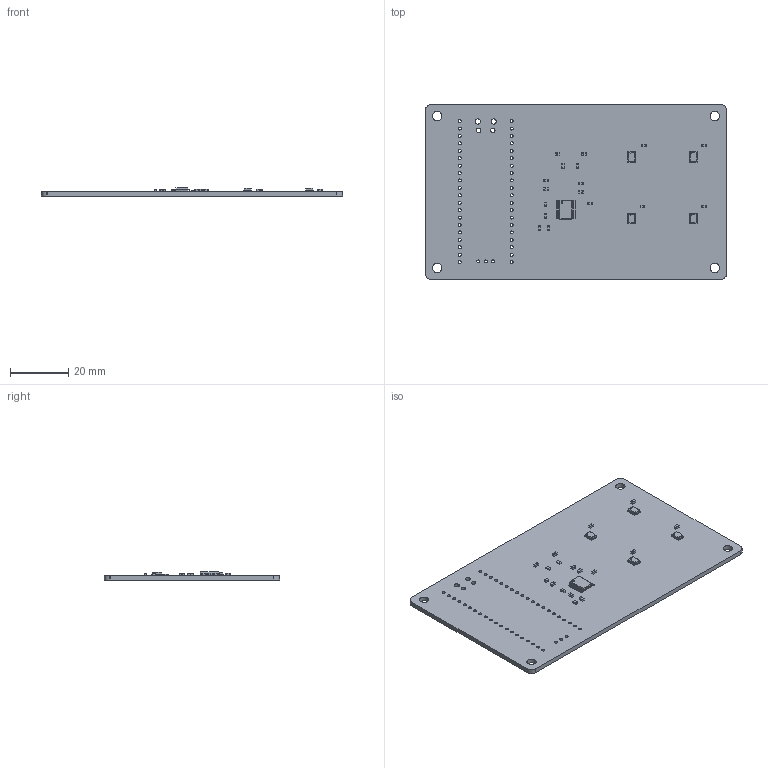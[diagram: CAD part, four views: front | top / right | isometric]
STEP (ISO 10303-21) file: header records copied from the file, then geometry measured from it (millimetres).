
FILE_DESCRIPTION(('KiCad electronic assembly'),'2;1');
FILE_NAME('noise_reduction_microphone.step','2025-04-20T15:10:07',( 'Pcbnew'),('Kicad'),'Open CASCADE STEP processor 7.6', 'KiCad to STEP converter','Unknown');
FILE_SCHEMA(('AUTOMOTIVE_DESIGN { 1 0 10303 214 1 1 1 1 }'));
Length unit declared in the file: millimetre
Products named in the file (10): noise_reduction_microphone 1; C_0603_1608Metric; InvenSense_ICS-43434-6_3.5x2.65mm; R_0603_1608Metric; TSSOP-20_4.4x6.5mm_P0.65mm; TSSOP_20_44x65mm_P065mm; noise_reduction_microphone_PCB
Assembly tree (27 placements, depth 3):
  noise_reduction_microphone 1
    C_0603_1608Metric  x15
      C_0603_1608Metric
    InvenSense_ICS-43434-6_3.5x2.65mm  x4
      InvenSense_ICS-43434-6_3.5x2.65mm
    R_0603_1608Metric  x2
      R_0603_1608Metric
    TSSOP-20_4.4x6.5mm_P0.65mm
      TSSOP_20_44x65mm_P065mm
    noise_reduction_microphone_PCB
Bounding box: 103 x 60 x 2.85 mm (x, y, z)
Volume: 9836.5 mm3; surface area: 13422.6 mm2
Topology: 27 solids, 27 shells, 985 faces, 2544 edges, 1632 vertices
Faces by surface type: plane 549, cylinder 376, bspline 44, sphere 16
Full cylindrical faces by diameter (mm): 0.2 x4, 0.325 x4, 0.5 x5, 1.02 x43, 1.5 x2, 1.8 x2, 3.2 x4
Entity records: 18389 total; most frequent: CARTESIAN_POINT 2788, ORIENTED_EDGE 2580, DIRECTION 2538, EDGE_CURVE 1290, LINE 918, VECTOR 918, VERTEX_POINT 820, AXIS2_PLACEMENT_3D 810
